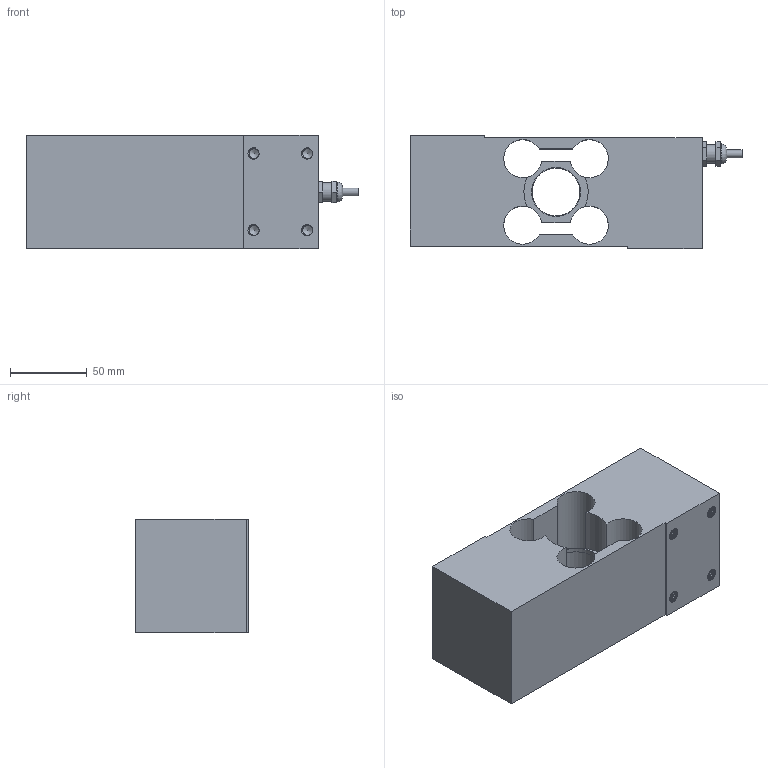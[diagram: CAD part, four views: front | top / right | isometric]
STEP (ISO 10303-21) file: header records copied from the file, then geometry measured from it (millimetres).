
FILE_DESCRIPTION(/* description */ (''),/* implementation_level */ '2;1');
FILE_NAME(/* name */ '651KSBCUN-(100-250)kg v2.step',/* time_stamp */ '2020-02-12T13:32:38-08:00',/* author */ (''),/* organization */ (''),/* preprocessor_version */ 'ST-DEVELOPER v18',/* originating_system */ 'Autodesk Translation Framework v8.12.0.6',/* authorisation */ '');
FILE_SCHEMA (('AUTOMOTIVE_DESIGN { 1 0 10303 214 3 1 1 }'));
Length unit declared in the file: millimetre
Products named in the file (2): 651KSBCUN-(100-250)kg; Connector
Assembly tree (1 placements, depth 2):
  651KSBCUN-(100-250)kg
    Connector
Bounding box: 216.53 x 73.7 x 73.7 mm (x, y, z)
Volume: 749123.7 mm3; surface area: 94010.2 mm2
Topology: 2 solids, 2 shells, 375 faces, 970 edges, 604 vertices
Faces by surface type: cylinder 304, plane 45, bspline 17, cone 9
Full cylindrical faces by diameter (mm): 5.1 x1, 6.566 x120, 7.938 x136, 10 x1, 12 x2, 13 x1, 31.191 x1, 31.8 x2
Entity records: 25283 total; most frequent: CARTESIAN_POINT 17137, ORIENTED_EDGE 1922, DIRECTION 1279, EDGE_CURVE 961, VERTEX_POINT 604, B_SPLINE_CURVE_WITH_KNOTS 496, AXIS2_PLACEMENT_3D 453, EDGE_LOOP 395
